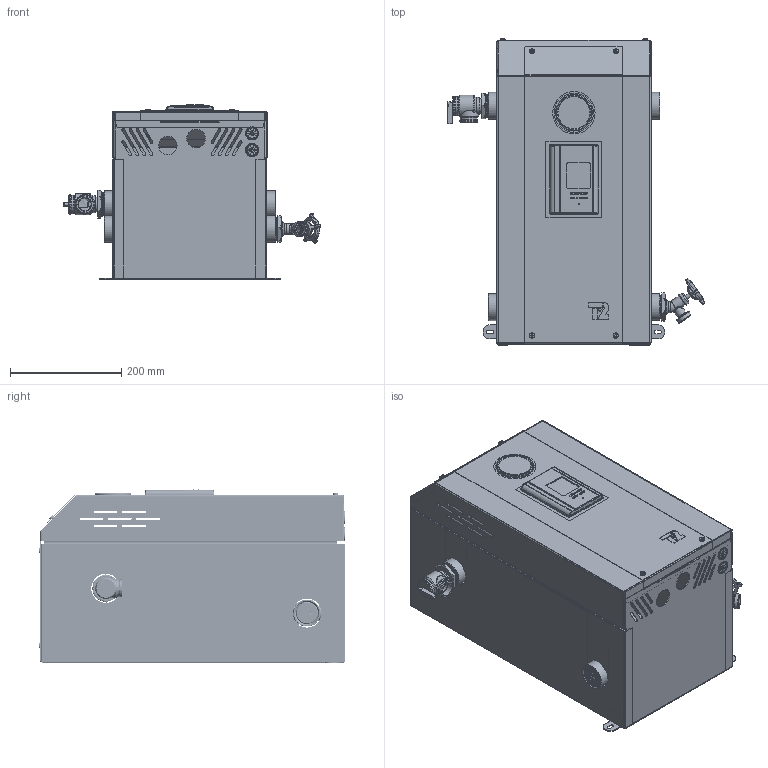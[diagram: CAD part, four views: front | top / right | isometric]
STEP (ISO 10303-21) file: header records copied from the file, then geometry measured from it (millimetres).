
FILE_DESCRIPTION (( 'STEP AP214' ), '1' );
FILE_NAME ('bth ULTRA 240 VAC -33 to 36 kW.STEP', '2019-09-26T17:49:05', ( '' ), ( '' ), 'SwSTEP 2.0', 'SolidWorks 2019', '' );
FILE_SCHEMA (( 'AUTOMOTIVE_DESIGN' ));
Length unit declared in the file: inch
Products named in the file (1): bth ULTRA 240 VAC -33 to 36 kW
Bounding box: 463.27 x 550.8 x 314.34 mm (x, y, z)
Volume: 1485018.1 mm3; surface area: 2413160.5 mm2
Topology: 32 solids, 32 shells, 1918 faces, 4694 edges, 2859 vertices
Faces by surface type: plane 856, cylinder 453, bspline 259, cone 256, torus 54, sphere 40
Full cylindrical faces by diameter (mm): 2.381 x1, 3.566 x40, 3.572 x8, 4.826 x4, 5.08 x2, 5.556 x8, 7.144 x4, 7.541 x8, 7.62 x1, 7.747 x1, 7.938 x1, 9.474 x4, 9.525 x4, 11.887 x1, 16.129 x1, 16.669 x1, 19.05 x1, 20.041 x3, 20.955 x2, 22.225 x4, 23.012 x1, 23.13 x2, 26.988 x1, 30.162 x1, 30.353 x1, 32.131 x1, 32.69 x1, 32.893 x1, 33.338 x2, 35.306 x1
Entity records: 114513 total; most frequent: CARTESIAN_POINT 47976, ORIENTED_EDGE 8526, DIRECTION 8000, EDGE_CURVE 4263, AXIS2_PLACEMENT_3D 3012, VERTEX_POINT 2763, EDGE_LOOP 2460, FACE_OUTER_BOUND 2066
